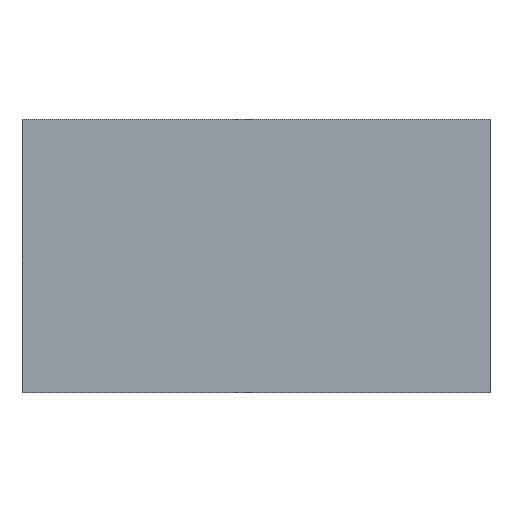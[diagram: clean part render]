
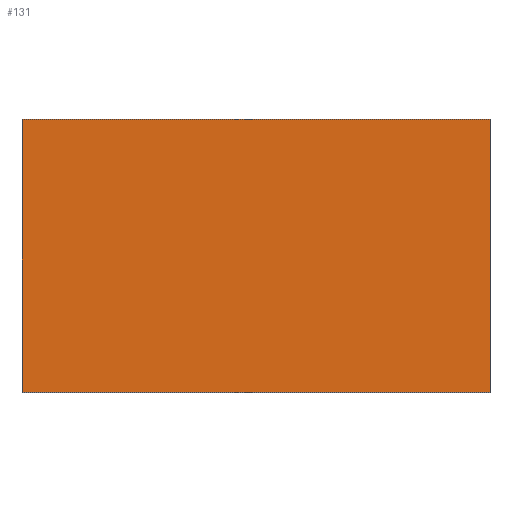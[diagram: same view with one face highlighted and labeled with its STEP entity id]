
A CAD part, top view. The second image highlights one B-rep face of the part: STEP entity #131.
In plain terms, the highlighted planar face has unit normal (0, 0, 1).
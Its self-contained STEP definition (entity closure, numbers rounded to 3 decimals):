
#4 = AXIS2_PLACEMENT_3D ( 'NONE', #39, #167, #127 ) ;
#6 = DIRECTION ( 'NONE',  ( -1., 0., 0. ) ) ;
#7 = DIRECTION ( 'NONE',  ( 0., -1., 0. ) ) ;
#8 = DIRECTION ( 'NONE',  ( 1., 0., 0. ) ) ;
#12 = FACE_OUTER_BOUND ( 'NONE', #177, .T. ) ;
#18 = LINE ( 'NONE', #186, #121 ) ;
#22 = CARTESIAN_POINT ( 'NONE',  ( 12., -7., 0.675 ) ) ;
#23 = VERTEX_POINT ( 'NONE', #35 ) ;
#32 = ORIENTED_EDGE ( 'NONE', *, *, #138, .T. ) ;
#35 = CARTESIAN_POINT ( 'NONE',  ( -12., 7., 0.675 ) ) ;
#39 = CARTESIAN_POINT ( 'NONE',  ( 0., 0., 0.675 ) ) ;
#53 = LINE ( 'NONE', #205, #169 ) ;
#61 = EDGE_CURVE ( 'NONE', #199, #135, #178, .T. ) ;
#71 = DIRECTION ( 'NONE',  ( 0., 1., 0. ) ) ;
#79 = VERTEX_POINT ( 'NONE', #141 ) ;
#85 = EDGE_CURVE ( 'NONE', #79, #23, #53, .T. ) ;
#88 = PLANE ( 'NONE',  #4 ) ;
#90 = CARTESIAN_POINT ( 'NONE',  ( -12., -7., 0.675 ) ) ;
#114 = EDGE_CURVE ( 'NONE', #23, #199, #158, .T. ) ;
#121 = VECTOR ( 'NONE', #71, 1000. ) ;
#127 = DIRECTION ( 'NONE',  ( -1., 0., 0. ) ) ;
#131 = ADVANCED_FACE ( 'NONE', ( #12 ), #88, .F. ) ;
#135 = VERTEX_POINT ( 'NONE', #22 ) ;
#138 = EDGE_CURVE ( 'NONE', #135, #79, #18, .T. ) ;
#140 = ORIENTED_EDGE ( 'NONE', *, *, #85, .T. ) ;
#141 = CARTESIAN_POINT ( 'NONE',  ( 12., 7., 0.675 ) ) ;
#158 = LINE ( 'NONE', #225, #213 ) ;
#160 = VECTOR ( 'NONE', #8, 1000. ) ;
#167 = DIRECTION ( 'NONE',  ( 0., 0., -1. ) ) ;
#169 = VECTOR ( 'NONE', #6, 1000. ) ;
#177 = EDGE_LOOP ( 'NONE', ( #32, #140, #209, #215 ) ) ;
#178 = LINE ( 'NONE', #180, #160 ) ;
#180 = CARTESIAN_POINT ( 'NONE',  ( -12., -7., 0.675 ) ) ;
#186 = CARTESIAN_POINT ( 'NONE',  ( 12., -7., 0.675 ) ) ;
#199 = VERTEX_POINT ( 'NONE', #90 ) ;
#205 = CARTESIAN_POINT ( 'NONE',  ( -12., 7., 0.675 ) ) ;
#209 = ORIENTED_EDGE ( 'NONE', *, *, #114, .T. ) ;
#213 = VECTOR ( 'NONE', #7, 1000. ) ;
#215 = ORIENTED_EDGE ( 'NONE', *, *, #61, .T. ) ;
#225 = CARTESIAN_POINT ( 'NONE',  ( -12., -7., 0.675 ) ) ;
